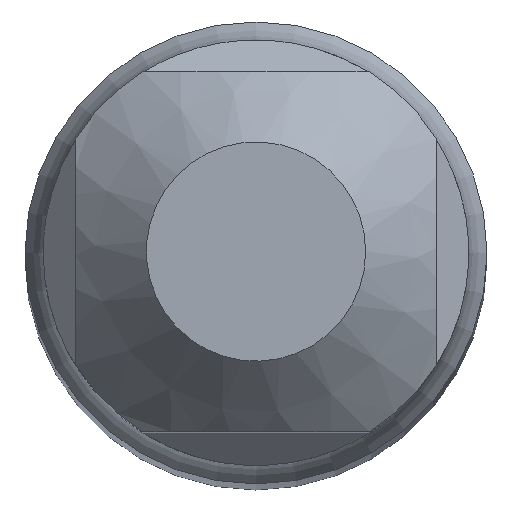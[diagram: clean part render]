
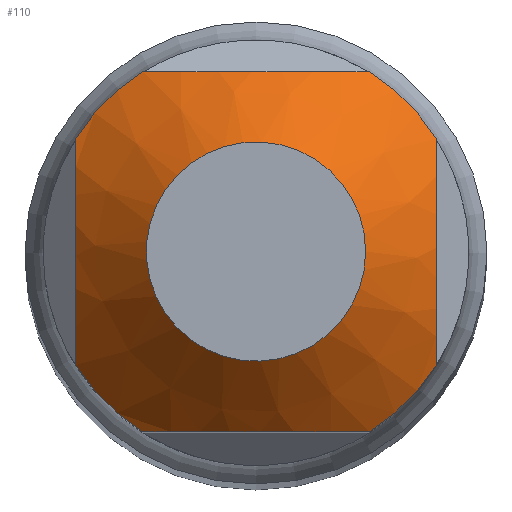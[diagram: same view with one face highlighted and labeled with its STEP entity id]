
A CAD part, top view. The second image highlights one B-rep face of the part: STEP entity #110.
In plain terms, the highlighted conical face has half-angle 45 degrees and reference radius 1000 mm.
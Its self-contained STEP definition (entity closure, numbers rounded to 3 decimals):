
#110=ADVANCED_FACE('',(#140,#141),#135,.T.);
#135=CONICAL_SURFACE('',#424,1000.,45.);
#140=FACE_BOUND('',#168,.T.);
#141=FACE_BOUND('',#169,.T.);
#168=EDGE_LOOP('',(#206));
#169=EDGE_LOOP('',(#207,#208,#209,#210,#211,#212,#213,#214));
#206=ORIENTED_EDGE('',*,*,#313,.T.);
#207=ORIENTED_EDGE('',*,*,#314,.F.);
#208=ORIENTED_EDGE('',*,*,#315,.F.);
#209=ORIENTED_EDGE('',*,*,#316,.F.);
#210=ORIENTED_EDGE('',*,*,#317,.F.);
#211=ORIENTED_EDGE('',*,*,#318,.F.);
#212=ORIENTED_EDGE('',*,*,#319,.F.);
#213=ORIENTED_EDGE('',*,*,#320,.F.);
#214=ORIENTED_EDGE('',*,*,#321,.F.);
#282=VERTEX_POINT('',#596);
#283=VERTEX_POINT('',#601);
#284=VERTEX_POINT('',#602);
#285=VERTEX_POINT('',#604);
#286=VERTEX_POINT('',#609);
#287=VERTEX_POINT('',#611);
#288=VERTEX_POINT('',#616);
#289=VERTEX_POINT('',#618);
#290=VERTEX_POINT('',#623);
#313=EDGE_CURVE('',#282,#282,#351,.T.);
#314=EDGE_CURVE('',#283,#284,#378,.T.);
#315=EDGE_CURVE('',#285,#283,#352,.T.);
#316=EDGE_CURVE('',#286,#285,#379,.T.);
#317=EDGE_CURVE('',#287,#286,#353,.T.);
#318=EDGE_CURVE('',#288,#287,#380,.T.);
#319=EDGE_CURVE('',#289,#288,#354,.T.);
#320=EDGE_CURVE('',#290,#289,#381,.T.);
#321=EDGE_CURVE('',#284,#290,#355,.T.);
#351=CIRCLE('',#419,0.85);
#352=CIRCLE('',#420,1.65);
#353=CIRCLE('',#421,1.65);
#354=CIRCLE('',#422,1.65);
#355=CIRCLE('',#423,1.65);
#378=B_SPLINE_CURVE_WITH_KNOTS('',3,(#597,#598,#599,#600),.UNSPECIFIED.,
 .F.,.F.,(4,4),(0.,1.),.UNSPECIFIED.);
#379=B_SPLINE_CURVE_WITH_KNOTS('',3,(#605,#606,#607,#608),.UNSPECIFIED.,
 .F.,.F.,(4,4),(0.,1.),.UNSPECIFIED.);
#380=B_SPLINE_CURVE_WITH_KNOTS('',3,(#612,#613,#614,#615),.UNSPECIFIED.,
 .F.,.F.,(4,4),(0.,1.),.UNSPECIFIED.);
#381=B_SPLINE_CURVE_WITH_KNOTS('',3,(#619,#620,#621,#622),.UNSPECIFIED.,
 .F.,.F.,(4,4),(0.,1.),.UNSPECIFIED.);
#419=AXIS2_PLACEMENT_3D('',#595,#474,#475);
#420=AXIS2_PLACEMENT_3D('',#603,#476,#477);
#421=AXIS2_PLACEMENT_3D('',#610,#478,#479);
#422=AXIS2_PLACEMENT_3D('',#617,#480,#481);
#423=AXIS2_PLACEMENT_3D('',#624,#482,#483);
#424=AXIS2_PLACEMENT_3D('',#625,#484,#485);
#474=DIRECTION('',(0.,0.,-1.));
#475=DIRECTION('',(1.,0.,0.));
#476=DIRECTION('',(0.,0.,-1.));
#477=DIRECTION('',(0.,1.,0.));
#478=DIRECTION('',(0.,0.,-1.));
#479=DIRECTION('',(0.,1.,0.));
#480=DIRECTION('',(0.,0.,-1.));
#481=DIRECTION('',(0.,1.,0.));
#482=DIRECTION('',(0.,0.,-1.));
#483=DIRECTION('',(0.,1.,0.));
#484=DIRECTION('',(0.,0.,-1.));
#485=DIRECTION('',(0.,1.,0.));
#595=CARTESIAN_POINT('',(0.,0.,0.));
#596=CARTESIAN_POINT('',(0.85,0.,0.));
#597=CARTESIAN_POINT('',(-0.878,1.397,-0.8));
#598=CARTESIAN_POINT('',(-0.283,1.397,-0.483));
#599=CARTESIAN_POINT('',(0.275,1.397,-0.479));
#600=CARTESIAN_POINT('',(0.878,1.397,-0.8));
#601=CARTESIAN_POINT('',(-0.878,1.397,-0.8));
#602=CARTESIAN_POINT('',(0.878,1.397,-0.8));
#603=CARTESIAN_POINT('',(0.,0.,-0.8));
#604=CARTESIAN_POINT('',(-1.397,0.878,-0.8));
#605=CARTESIAN_POINT('',(-1.397,-0.878,-0.8));
#606=CARTESIAN_POINT('',(-1.397,-0.281,-0.482));
#607=CARTESIAN_POINT('',(-1.397,0.28,-0.482));
#608=CARTESIAN_POINT('',(-1.397,0.878,-0.8));
#609=CARTESIAN_POINT('',(-1.397,-0.878,-0.8));
#610=CARTESIAN_POINT('',(0.,0.,-0.8));
#611=CARTESIAN_POINT('',(-0.878,-1.397,-0.8));
#612=CARTESIAN_POINT('',(0.878,-1.397,-0.8));
#613=CARTESIAN_POINT('',(0.283,-1.397,-0.483));
#614=CARTESIAN_POINT('',(-0.275,-1.397,-0.479));
#615=CARTESIAN_POINT('',(-0.878,-1.397,-0.8));
#616=CARTESIAN_POINT('',(0.878,-1.397,-0.8));
#617=CARTESIAN_POINT('',(0.,0.,-0.8));
#618=CARTESIAN_POINT('',(1.397,-0.878,-0.8));
#619=CARTESIAN_POINT('',(1.397,0.878,-0.8));
#620=CARTESIAN_POINT('',(1.397,0.281,-0.482));
#621=CARTESIAN_POINT('',(1.397,-0.28,-0.482));
#622=CARTESIAN_POINT('',(1.397,-0.878,-0.8));
#623=CARTESIAN_POINT('',(1.397,0.878,-0.8));
#624=CARTESIAN_POINT('',(0.,0.,-0.8));
#625=CARTESIAN_POINT('',(0.,0.,-999.15));
